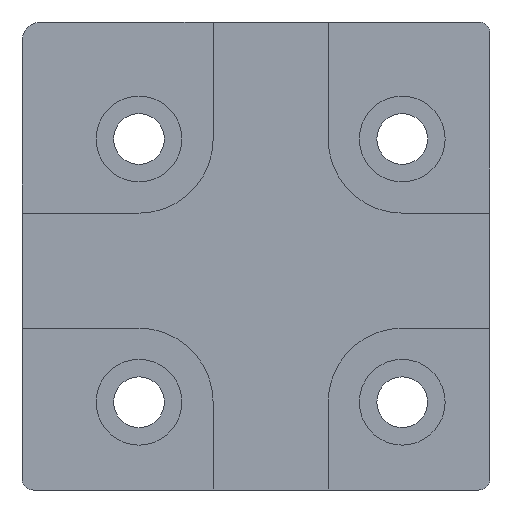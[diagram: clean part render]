
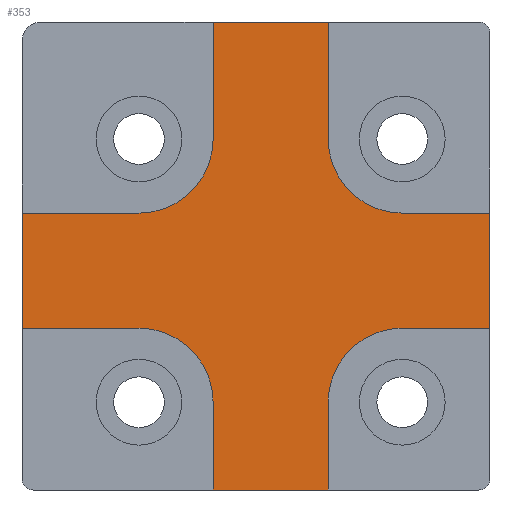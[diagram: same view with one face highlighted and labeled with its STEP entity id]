
A CAD part, front view. The second image highlights one B-rep face of the part: STEP entity #353.
In plain terms, the highlighted planar face has unit normal (0, -1, 0).
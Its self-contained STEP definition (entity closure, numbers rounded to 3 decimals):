
#353=ADVANCED_FACE('',(#720),#721,.F.);
#720=FACE_OUTER_BOUND('',#1254,.T.);
#721=PLANE('',#1255);
#1254=EDGE_LOOP('',(#2239,#2240,#2241,#2242,#2243,#2244,#2245,#2246,#2247,#2248,#2249,#2250,#2251,#2252,#2253,#2254));
#1255=AXIS2_PLACEMENT_3D('',#2255,#2256,#2257);
#2239=ORIENTED_EDGE('',*,*,#2656,.F.);
#2240=ORIENTED_EDGE('',*,*,#2654,.F.);
#2241=ORIENTED_EDGE('',*,*,#2650,.F.);
#2242=ORIENTED_EDGE('',*,*,#2647,.F.);
#2243=ORIENTED_EDGE('',*,*,#2644,.F.);
#2244=ORIENTED_EDGE('',*,*,#2642,.F.);
#2245=ORIENTED_EDGE('',*,*,#2638,.F.);
#2246=ORIENTED_EDGE('',*,*,#2635,.F.);
#2247=ORIENTED_EDGE('',*,*,#2632,.F.);
#2248=ORIENTED_EDGE('',*,*,#2630,.F.);
#2249=ORIENTED_EDGE('',*,*,#2626,.F.);
#2250=ORIENTED_EDGE('',*,*,#2623,.F.);
#2251=ORIENTED_EDGE('',*,*,#2620,.F.);
#2252=ORIENTED_EDGE('',*,*,#2618,.F.);
#2253=ORIENTED_EDGE('',*,*,#2613,.F.);
#2254=ORIENTED_EDGE('',*,*,#2659,.F.);
#2255=CARTESIAN_POINT('',(31.255,-13.0,-31.255));
#2256=DIRECTION('',(-0.0,1.0,0.0));
#2257=DIRECTION('',(1.0,0.0,0.0));
#2613=EDGE_CURVE('',#3188,#3189,#3190,.T.);
#2618=EDGE_CURVE('',#3189,#3194,#3196,.T.);
#2620=EDGE_CURVE('',#3194,#3198,#3199,.T.);
#2623=EDGE_CURVE('',#3198,#3202,#3203,.T.);
#2626=EDGE_CURVE('',#3202,#3206,#3207,.T.);
#2630=EDGE_CURVE('',#3206,#3210,#3212,.T.);
#2632=EDGE_CURVE('',#3210,#3214,#3215,.T.);
#2635=EDGE_CURVE('',#3214,#3218,#3219,.T.);
#2638=EDGE_CURVE('',#3218,#3222,#3223,.T.);
#2642=EDGE_CURVE('',#3222,#3226,#3228,.T.);
#2644=EDGE_CURVE('',#3226,#3230,#3231,.T.);
#2647=EDGE_CURVE('',#3230,#3234,#3235,.T.);
#2650=EDGE_CURVE('',#3234,#3238,#3239,.T.);
#2654=EDGE_CURVE('',#3238,#3242,#3244,.T.);
#2656=EDGE_CURVE('',#3242,#3246,#3247,.T.);
#2659=EDGE_CURVE('',#3246,#3188,#3250,.T.);
#3188=VERTEX_POINT('',#4039);
#3189=VERTEX_POINT('',#4040);
#3190=LINE('',#4041,#4042);
#3194=VERTEX_POINT('',#4048);
#3196=CIRCLE('',#4051,19.0);
#3198=VERTEX_POINT('',#4053);
#3199=LINE('',#4054,#4055);
#3202=VERTEX_POINT('',#4059);
#3203=LINE('',#4060,#4061);
#3206=VERTEX_POINT('',#4065);
#3207=LINE('',#4066,#4067);
#3210=VERTEX_POINT('',#4071);
#3212=CIRCLE('',#4074,19.0);
#3214=VERTEX_POINT('',#4076);
#3215=LINE('',#4077,#4078);
#3218=VERTEX_POINT('',#4082);
#3219=LINE('',#4083,#4084);
#3222=VERTEX_POINT('',#4088);
#3223=LINE('',#4089,#4090);
#3226=VERTEX_POINT('',#4094);
#3228=CIRCLE('',#4097,19.0);
#3230=VERTEX_POINT('',#4099);
#3231=LINE('',#4100,#4101);
#3234=VERTEX_POINT('',#4105);
#3235=LINE('',#4106,#4107);
#3238=VERTEX_POINT('',#4111);
#3239=LINE('',#4112,#4113);
#3242=VERTEX_POINT('',#4117);
#3244=CIRCLE('',#4120,19.0);
#3246=VERTEX_POINT('',#4122);
#3247=LINE('',#4123,#4124);
#3250=LINE('',#4128,#4129);
#4039=CARTESIAN_POINT('',(48.5,-13.0,30.));
#4040=CARTESIAN_POINT('',(48.5,-13.0,0.));
#4041=CARTESIAN_POINT('',(48.5,-13.0,-31.255));
#4042=VECTOR('',#4596,1000.0);
#4048=CARTESIAN_POINT('',(67.5,-13.0,-19.));
#4051=AXIS2_PLACEMENT_3D('',#4600,#4601,#4602);
#4053=CARTESIAN_POINT('',(90.,-13.0,-19.));
#4054=CARTESIAN_POINT('',(31.255,-13.0,-19.));
#4055=VECTOR('',#4603,1000.0);
#4059=CARTESIAN_POINT('',(90.,-13.0,-48.5));
#4060=CARTESIAN_POINT('',(90.,-13.0,-31.255));
#4061=VECTOR('',#4605,1000.0);
#4065=CARTESIAN_POINT('',(67.5,-13.0,-48.5));
#4066=CARTESIAN_POINT('',(31.255,-13.0,-48.5));
#4067=VECTOR('',#4607,1000.0);
#4071=CARTESIAN_POINT('',(48.5,-13.0,-67.5));
#4074=AXIS2_PLACEMENT_3D('',#4610,#4611,#4612);
#4076=CARTESIAN_POINT('',(48.5,-13.0,-90.));
#4077=CARTESIAN_POINT('',(48.5,-13.0,-31.255));
#4078=VECTOR('',#4613,1000.0);
#4082=CARTESIAN_POINT('',(19.,-13.0,-90.));
#4083=CARTESIAN_POINT('',(31.255,-13.0,-90.));
#4084=VECTOR('',#4615,1000.0);
#4088=CARTESIAN_POINT('',(19.,-13.0,-67.5));
#4089=CARTESIAN_POINT('',(19.,-13.0,-31.255));
#4090=VECTOR('',#4617,1000.0);
#4094=CARTESIAN_POINT('',(0.,-13.0,-48.5));
#4097=AXIS2_PLACEMENT_3D('',#4620,#4621,#4622);
#4099=CARTESIAN_POINT('',(-30.0,-13.0,-48.5));
#4100=CARTESIAN_POINT('',(31.255,-13.0,-48.5));
#4101=VECTOR('',#4623,1000.0);
#4105=CARTESIAN_POINT('',(-30.0,-13.0,-19.));
#4106=CARTESIAN_POINT('',(-30.0,-13.0,-31.255));
#4107=VECTOR('',#4625,1000.0);
#4111=CARTESIAN_POINT('',(0.,-13.0,-19.));
#4112=CARTESIAN_POINT('',(31.255,-13.0,-19.));
#4113=VECTOR('',#4627,1000.0);
#4117=CARTESIAN_POINT('',(19.,-13.0,0.));
#4120=AXIS2_PLACEMENT_3D('',#4630,#4631,#4632);
#4122=CARTESIAN_POINT('',(19.,-13.0,30.));
#4123=CARTESIAN_POINT('',(19.,-13.0,-31.255));
#4124=VECTOR('',#4633,1000.0);
#4128=CARTESIAN_POINT('',(31.255,-13.0,30.));
#4129=VECTOR('',#4635,1000.0);
#4596=DIRECTION('',(0.0,0.0,-1.0));
#4600=CARTESIAN_POINT('',(67.5,-13.0,0.));
#4601=DIRECTION('',(0.0,-1.0,0.0));
#4602=DIRECTION('',(1.0,0.0,0.0));
#4603=DIRECTION('',(1.0,0.0,0.0));
#4605=DIRECTION('',(0.0,0.0,-1.0));
#4607=DIRECTION('',(-1.0,0.0,0.0));
#4610=CARTESIAN_POINT('',(67.5,-13.0,-67.5));
#4611=DIRECTION('',(0.0,-1.0,0.0));
#4612=DIRECTION('',(1.0,0.0,0.0));
#4613=DIRECTION('',(0.0,0.0,-1.0));
#4615=DIRECTION('',(-1.0,0.0,0.0));
#4617=DIRECTION('',(0.0,0.0,1.0));
#4620=CARTESIAN_POINT('',(0.,-13.0,-67.5));
#4621=DIRECTION('',(0.0,-1.0,0.0));
#4622=DIRECTION('',(1.0,0.0,0.0));
#4623=DIRECTION('',(-1.0,0.0,0.0));
#4625=DIRECTION('',(0.0,0.0,1.0));
#4627=DIRECTION('',(1.0,0.0,0.0));
#4630=CARTESIAN_POINT('',(0.,-13.0,0.));
#4631=DIRECTION('',(0.0,-1.0,0.0));
#4632=DIRECTION('',(1.0,0.0,0.));
#4633=DIRECTION('',(0.0,0.0,1.0));
#4635=DIRECTION('',(1.0,0.0,0.0));
